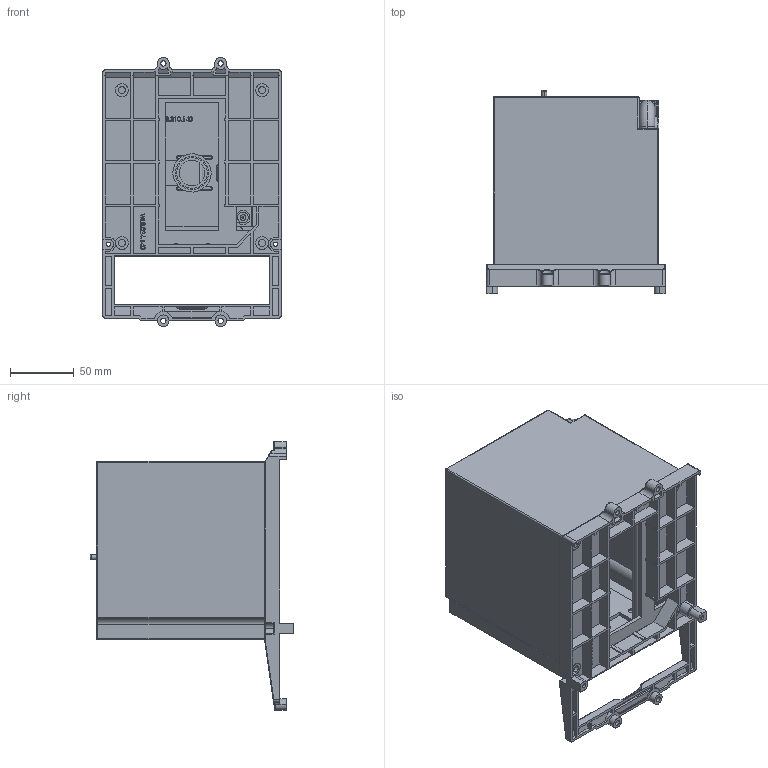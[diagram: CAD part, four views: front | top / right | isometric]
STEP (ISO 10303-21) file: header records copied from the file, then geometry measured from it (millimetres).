
FILE_DESCRIPTION((''),'2;1');
FILE_NAME('MOD23-M8_ASM','2020-08-28T13:15:10',('zhxmin'),(''),'CREO PARAMETRIC BY PTC INC, 2018020','CREO PARAMETRIC BY PTC INC, 2018020','');
FILE_SCHEMA(('CONFIG_CONTROL_DESIGN','SHAPE_APPEARANCE_LAYERS_GROUPS'));
Products named in the file (16): SY8_024_044; WF8_210_535; WF8_253_525; SY8_260_001-3504; SY8_260_001-3566; SY8_205_068; J300_514; ______; SY8_261_018_QUILT_1; SY8_261_018_QUILT_2; WL8_310_140_CD4______; WL8_024_140_____________6-18400; WL8_024_140_____________6-18504; NM8-6300001_ASM; NM8-630DIANCAODIZUO; MOD23-M8_ASM
Assembly tree (15 placements, depth 3):
  MOD23-M8_ASM
    NM8-6300001_ASM
      SY8_024_044
      WF8_210_535
      WF8_253_525
      SY8_260_001-3504
      SY8_260_001-3566
      SY8_205_068
      J300_514
      ______
      SY8_261_018_QUILT_1
      SY8_261_018_QUILT_2
      WL8_310_140_CD4______
      WL8_024_140_____________6-18400
      WL8_024_140_____________6-18504
    NM8-630DIANCAODIZUO
Bounding box: 140 x 160 x 211.1 mm (x, y, z)
Volume: 159924.4 mm3; surface area: 304636 mm2
Topology: 11 solids, 14 shells, 1290 faces, 3357 edges, 2114 vertices
Faces by surface type: plane 702, cylinder 355, bspline 81, extrusion 65, torus 38, sphere 37, cone 12
Entity records: 59976 total; most frequent: CARTESIAN_POINT 19366, ORIENTED_EDGE 6590, DIRECTION 6032, EDGE_CURVE 3321, VECTOR 2264, LINE 2199, VERTEX_POINT 2114, AXIS2_PLACEMENT_3D 1884
